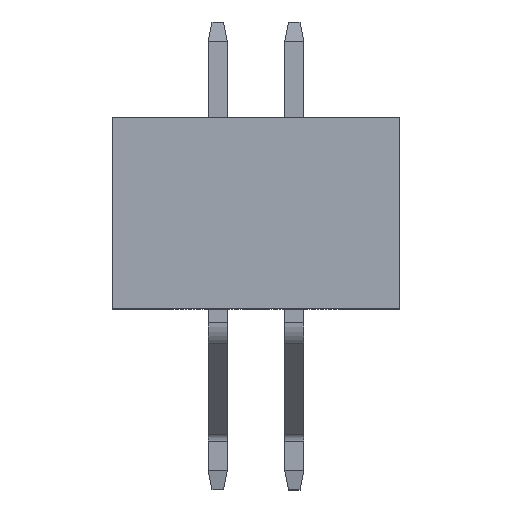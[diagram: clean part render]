
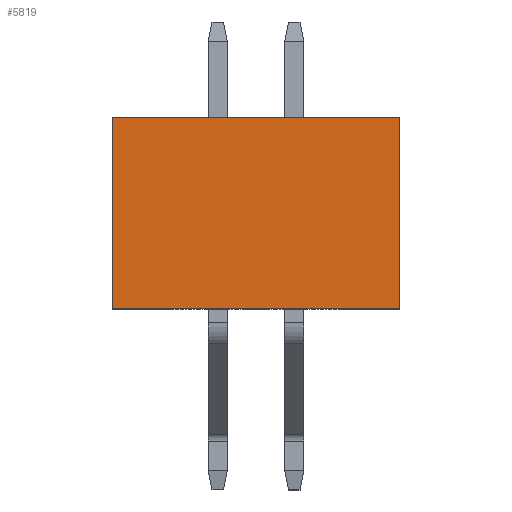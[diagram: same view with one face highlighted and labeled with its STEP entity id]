
A CAD part, top view. The second image highlights one B-rep face of the part: STEP entity #5819.
In plain terms, the highlighted planar face has unit normal (0, 0, 1).
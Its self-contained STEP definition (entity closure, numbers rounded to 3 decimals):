
#1016=ORIENTED_EDGE('',*,*,#1862,.T.);
#1017=ORIENTED_EDGE('',*,*,#1888,.F.);
#1018=ORIENTED_EDGE('',*,*,#1868,.F.);
#1019=ORIENTED_EDGE('',*,*,#1889,.T.);
#1862=EDGE_CURVE('',#2313,#2312,#2781,.T.);
#1868=EDGE_CURVE('',#2316,#2317,#2785,.T.);
#1888=EDGE_CURVE('',#2317,#2312,#2796,.T.);
#1889=EDGE_CURVE('',#2316,#2313,#2797,.T.);
#2312=VERTEX_POINT('',#8176);
#2313=VERTEX_POINT('',#8178);
#2316=VERTEX_POINT('',#8187);
#2317=VERTEX_POINT('',#8189);
#2781=LINE('',#8177,#3301);
#2785=LINE('',#8188,#3305);
#2796=LINE('',#8218,#3316);
#2797=LINE('',#8220,#3317);
#3301=VECTOR('',#6944,1000.);
#3305=VECTOR('',#6954,1000.);
#3316=VECTOR('',#6985,1000.);
#3317=VECTOR('',#6988,1000.);
#3582=EDGE_LOOP('',(#1016,#1017,#1018,#1019));
#3820=FACE_BOUND('',#3582,.T.);
#4040=PLANE('',#6102);
#5819=ADVANCED_FACE('',(#3820),#4040,.F.);
#6102=AXIS2_PLACEMENT_3D('',#8219,#6986,#6987);
#6944=DIRECTION('',(-1.,0.,0.));
#6954=DIRECTION('',(-1.,0.,0.));
#6985=DIRECTION('',(0.,1.,0.));
#6986=DIRECTION('',(0.,0.,-1.));
#6987=DIRECTION('',(-1.,0.,0.));
#6988=DIRECTION('',(0.,1.,0.));
#8176=CARTESIAN_POINT('',(-3.75,2.5,3.5));
#8177=CARTESIAN_POINT('',(3.75,2.5,3.5));
#8178=CARTESIAN_POINT('',(3.75,2.5,3.5));
#8187=CARTESIAN_POINT('',(3.75,-2.5,3.5));
#8188=CARTESIAN_POINT('',(3.75,-2.5,3.5));
#8189=CARTESIAN_POINT('',(-3.75,-2.5,3.5));
#8218=CARTESIAN_POINT('',(-3.75,-2.5,3.5));
#8219=CARTESIAN_POINT('',(3.75,-2.5,3.5));
#8220=CARTESIAN_POINT('',(3.75,-2.5,3.5));
